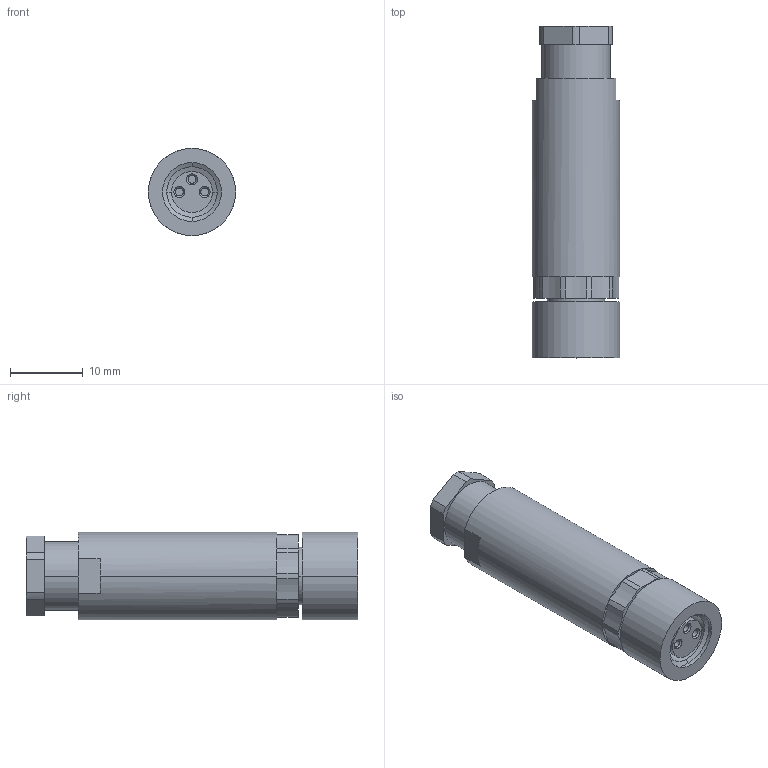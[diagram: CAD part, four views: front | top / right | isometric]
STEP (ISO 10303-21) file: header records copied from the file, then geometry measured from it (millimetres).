
FILE_DESCRIPTION(('Creo Elements/Direct Modeling STEP Export'),'2;1');
FILE_NAME('model.stp','2018-02-01T13:29:07',(''),(''),'Creo Elements/Direct Modeling STEP processor for AP214 (Solid Model)','Creo Elements/Direct Modeling 18.1I 14-Aug-2016 (C) Parametric Technology GmbH','');
FILE_SCHEMA(('AUTOMOTIVE_DESIGN { 1 0 10303 214 1 1 1 1 }'));
Length unit declared in the file: millimetre
Products named in the file (2): SACC_M_8FS_3CON_M_SW-select
Assembly tree (1 placements, depth 2):
  SACC_M_8FS_3CON_M_SW-select
    SACC_M_8FS_3CON_M_SW-select
Bounding box: 12 x 45.7 x 12 mm (x, y, z)
Volume: 4713.2 mm3; surface area: 2309.9 mm2
Topology: 1 solids, 1 shells, 79 faces, 213 edges, 145 vertices
Faces by surface type: cylinder 46, plane 23, cone 10
Entity records: 3006 total; most frequent: ORIENTED_EDGE 426, DIRECTION 406, CARTESIAN_POINT 392, EDGE_CURVE 213, AXIS2_PLACEMENT_3D 159, VERTEX_POINT 145, VECTOR 88, LINE 88
